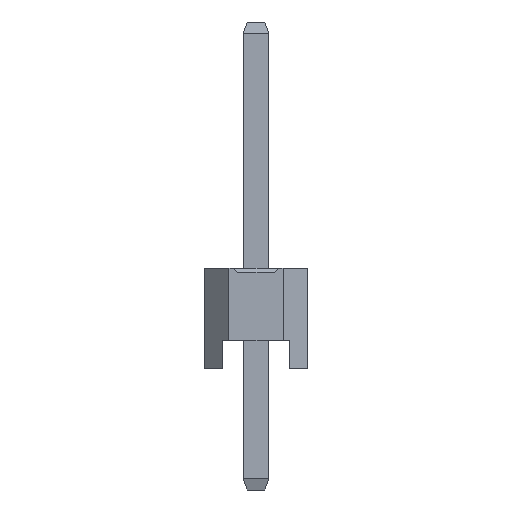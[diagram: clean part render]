
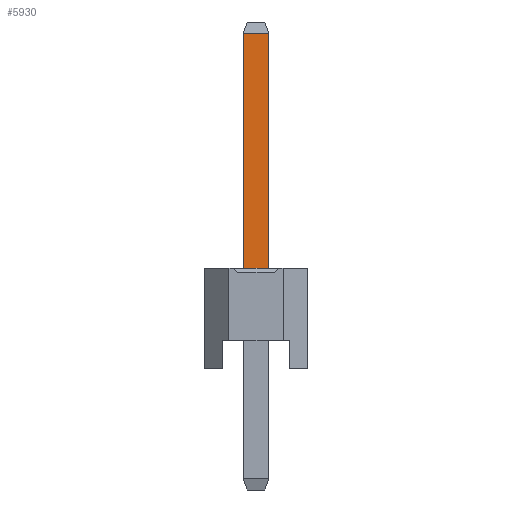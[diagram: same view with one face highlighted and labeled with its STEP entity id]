
A CAD part, left-side view. The second image highlights one B-rep face of the part: STEP entity #5930.
In plain terms, the highlighted planar face has unit normal (-1, 0, 0).
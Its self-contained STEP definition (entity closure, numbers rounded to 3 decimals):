
#5930=ADVANCED_FACE('',(#15593),#15595,.T.);
#15593=FACE_BOUND('',#15594,.T.);
#15594=EDGE_LOOP('',(#23159,#23160,#23161,#23162));
#15595=PLANE('',#15596);
#15596=AXIS2_PLACEMENT_3D('',#15597,#15598,#15599);
#15597=CARTESIAN_POINT('',(-0.32,0.32,-3.));
#15598=DIRECTION('',(-1.,0.,0.));
#15599=DIRECTION('',(0.,-1.,0.));
#23159=ORIENTED_EDGE('',*,*,#27576,.F.);
#23160=ORIENTED_EDGE('',*,*,#27571,.F.);
#23161=ORIENTED_EDGE('',*,*,#26126,.T.);
#23162=ORIENTED_EDGE('',*,*,#27575,.T.);
#26126=EDGE_CURVE('',#29890,#29894,#29896,.T.);
#27571=EDGE_CURVE('',#29890,#32060,#32063,.T.);
#27575=EDGE_CURVE('',#29894,#32067,#32069,.T.);
#27576=EDGE_CURVE('',#32060,#32067,#32070,.T.);
#29890=VERTEX_POINT('',#36336);
#29894=VERTEX_POINT('',#36344);
#29896=LINE('',#36348,#36349);
#32060=VERTEX_POINT('',#41398);
#32063=LINE('',#41405,#41406);
#32067=VERTEX_POINT('',#41415);
#32069=LINE('',#41419,#41420);
#32070=LINE('',#41422,#41423);
#36336=CARTESIAN_POINT('',(-0.32,0.32,2.5));
#36344=CARTESIAN_POINT('',(-0.32,-0.32,2.5));
#36348=CARTESIAN_POINT('',(-0.32,0.32,2.5));
#36349=VECTOR('',#36350,1.);
#36350=DIRECTION('',(0.,-1.,0.));
#41398=CARTESIAN_POINT('',(-0.32,0.32,8.325));
#41405=CARTESIAN_POINT('',(-0.32,0.32,2.5));
#41406=VECTOR('',#41407,1.);
#41407=DIRECTION('',(0.,0.,1.));
#41415=CARTESIAN_POINT('',(-0.32,-0.32,8.325));
#41419=CARTESIAN_POINT('',(-0.32,-0.32,2.5));
#41420=VECTOR('',#41421,1.);
#41421=DIRECTION('',(0.,0.,1.));
#41422=CARTESIAN_POINT('',(-0.32,0.32,8.325));
#41423=VECTOR('',#41424,1.);
#41424=DIRECTION('',(0.,-1.,0.));
